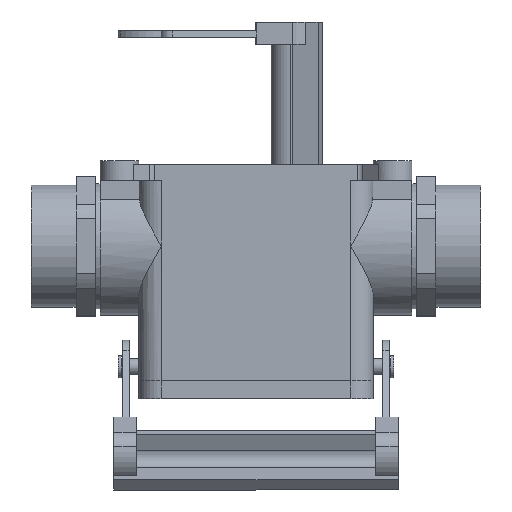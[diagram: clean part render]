
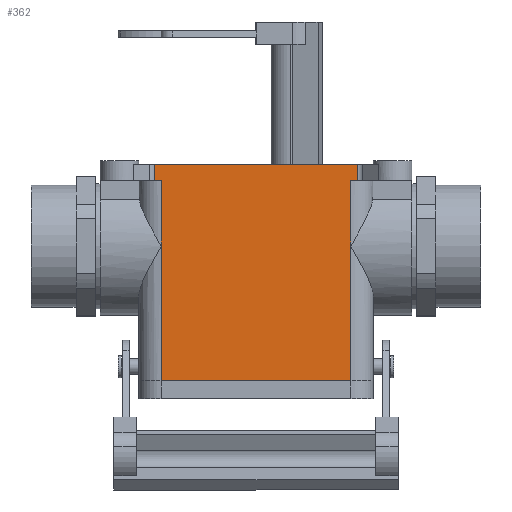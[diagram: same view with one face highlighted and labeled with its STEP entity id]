
A CAD part, top view. The second image highlights one B-rep face of the part: STEP entity #362.
In plain terms, the highlighted planar face has unit normal (0, 0, 1).
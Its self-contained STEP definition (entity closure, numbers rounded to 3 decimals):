
#362 = ADVANCED_FACE( '', ( #902 ), #903, .F. );
#902 = FACE_OUTER_BOUND( '', #1656, .T. );
#903 = PLANE( '', #1657 );
#1656 = EDGE_LOOP( '', ( #2658, #2659, #2660, #2661, #2662, #2663, #2664, #2665, #2666, #2667 ) );
#1657 = AXIS2_PLACEMENT_3D( '', #2668, #2669, #2670 );
#2658 = ORIENTED_EDGE( '', *, *, #4352, .F. );
#2659 = ORIENTED_EDGE( '', *, *, #4528, .F. );
#2660 = ORIENTED_EDGE( '', *, *, #4329, .F. );
#2661 = ORIENTED_EDGE( '', *, *, #4529, .T. );
#2662 = ORIENTED_EDGE( '', *, *, #4530, .T. );
#2663 = ORIENTED_EDGE( '', *, *, #4531, .T. );
#2664 = ORIENTED_EDGE( '', *, *, #4532, .F. );
#2665 = ORIENTED_EDGE( '', *, *, #4533, .T. );
#2666 = ORIENTED_EDGE( '', *, *, #4534, .T. );
#2667 = ORIENTED_EDGE( '', *, *, #4535, .F. );
#2668 = CARTESIAN_POINT( '', ( 32.515, -5., 21.5 ) );
#2669 = DIRECTION( '', ( 0., 0., -1. ) );
#2670 = DIRECTION( '', ( -1., 0., 0. ) );
#4329 = EDGE_CURVE( '', #5162, #5152, #5164, .T. );
#4352 = EDGE_CURVE( '', #5202, #5203, #5204, .T. );
#4528 = EDGE_CURVE( '', #5152, #5202, #5503, .T. );
#4529 = EDGE_CURVE( '', #5162, #5504, #5505, .T. );
#4530 = EDGE_CURVE( '', #5504, #5506, #5507, .T. );
#4531 = EDGE_CURVE( '', #5506, #5508, #5509, .F. );
#4532 = EDGE_CURVE( '', #5510, #5508, #5511, .T. );
#4533 = EDGE_CURVE( '', #5510, #5512, #5513, .T. );
#4534 = EDGE_CURVE( '', #5512, #5514, #5515, .T. );
#4535 = EDGE_CURVE( '', #5203, #5514, #5516, .T. );
#5152 = VERTEX_POINT( '', #6360 );
#5162 = VERTEX_POINT( '', #6373 );
#5164 = LINE( '', #6375, #6376 );
#5202 = VERTEX_POINT( '', #6424 );
#5203 = VERTEX_POINT( '', #6425 );
#5204 = LINE( '', #6426, #6427 );
#5503 = LINE( '', #6854, #6855 );
#5504 = VERTEX_POINT( '', #6856 );
#5505 = LINE( '', #6857, #6858 );
#5506 = VERTEX_POINT( '', #6859 );
#5507 = LINE( '', #6860, #6861 );
#5508 = VERTEX_POINT( '', #6862 );
#5509 = LINE( '', #6863, #6864 );
#5510 = VERTEX_POINT( '', #6865 );
#5511 = LINE( '', #6866, #6867 );
#5512 = VERTEX_POINT( '', #6868 );
#5513 = LINE( '', #6869, #6870 );
#5514 = VERTEX_POINT( '', #6871 );
#5515 = LINE( '', #6872, #6873 );
#5516 = LINE( '', #6874, #6875 );
#6360 = CARTESIAN_POINT( '', ( 29.5, -5., 21.5 ) );
#6373 = CARTESIAN_POINT( '', ( 31.686, -5., 21.5 ) );
#6375 = CARTESIAN_POINT( '', ( 32.515, -5., 21.5 ) );
#6376 = VECTOR( '', #8198, 1000. );
#6424 = CARTESIAN_POINT( '', ( 29.5, -25.5, 21.5 ) );
#6425 = CARTESIAN_POINT( '', ( 29.5, -67.4, 21.5 ) );
#6426 = CARTESIAN_POINT( '', ( 29.5, 64.704, 21.5 ) );
#6427 = VECTOR( '', #8227, 1000. );
#6854 = CARTESIAN_POINT( '', ( 29.5, 64.704, 21.5 ) );
#6855 = VECTOR( '', #8476, 1000. );
#6856 = CARTESIAN_POINT( '', ( 31.686, 0., 21.5 ) );
#6857 = CARTESIAN_POINT( '', ( 31.686, 0., 21.5 ) );
#6858 = VECTOR( '', #8477, 1000. );
#6859 = CARTESIAN_POINT( '', ( -31.686, 0., 21.5 ) );
#6860 = CARTESIAN_POINT( '', ( 32.515, 0., 21.5 ) );
#6861 = VECTOR( '', #8478, 1000. );
#6862 = CARTESIAN_POINT( '', ( -31.686, -5., 21.5 ) );
#6863 = CARTESIAN_POINT( '', ( -31.686, -5., 21.5 ) );
#6864 = VECTOR( '', #8479, 1000. );
#6865 = CARTESIAN_POINT( '', ( -29.5, -5., 21.5 ) );
#6866 = CARTESIAN_POINT( '', ( 32.515, -5., 21.5 ) );
#6867 = VECTOR( '', #8480, 1000. );
#6868 = CARTESIAN_POINT( '', ( -29.5, -25.5, 21.5 ) );
#6869 = CARTESIAN_POINT( '', ( -29.5, 64.704, 21.5 ) );
#6870 = VECTOR( '', #8481, 1000. );
#6871 = CARTESIAN_POINT( '', ( -29.5, -67.4, 21.5 ) );
#6872 = CARTESIAN_POINT( '', ( -29.5, 64.704, 21.5 ) );
#6873 = VECTOR( '', #8482, 1000. );
#6874 = CARTESIAN_POINT( '', ( -29.5, -67.4, 21.5 ) );
#6875 = VECTOR( '', #8483, 1000. );
#8198 = DIRECTION( '', ( -1., 0., 0. ) );
#8227 = DIRECTION( '', ( 0., -1., 0. ) );
#8476 = DIRECTION( '', ( 0., -1., 0. ) );
#8477 = DIRECTION( '', ( 0., 1., 0. ) );
#8478 = DIRECTION( '', ( -1., 0., 0. ) );
#8479 = DIRECTION( '', ( 0., 1., 0. ) );
#8480 = DIRECTION( '', ( -1., 0., 0. ) );
#8481 = DIRECTION( '', ( 0., -1., 0. ) );
#8482 = DIRECTION( '', ( 0., -1., 0. ) );
#8483 = DIRECTION( '', ( -1., 0., 0. ) );
